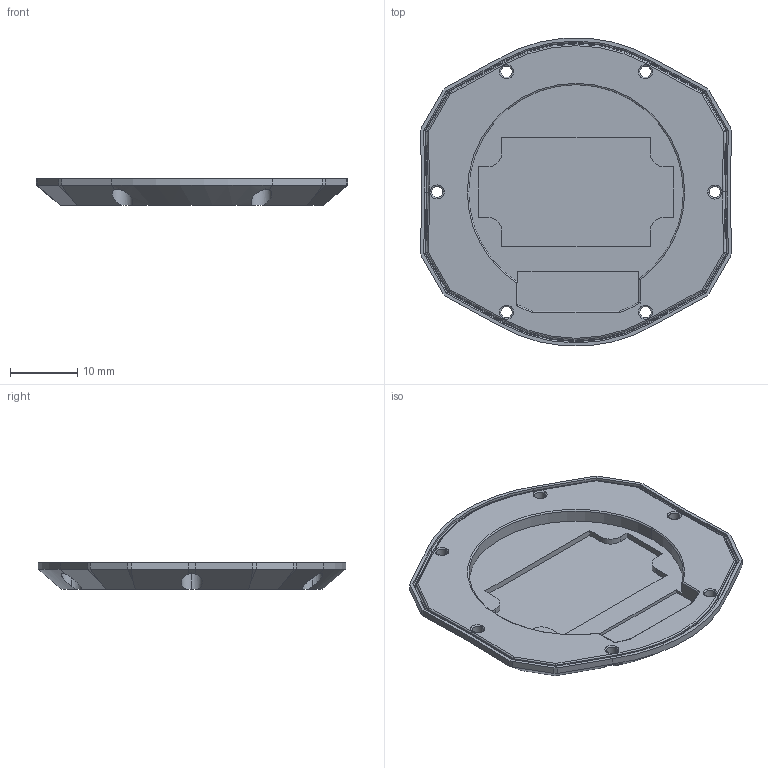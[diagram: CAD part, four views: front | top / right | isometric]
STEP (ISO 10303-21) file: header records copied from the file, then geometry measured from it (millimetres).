
FILE_DESCRIPTION (( 'STEP AP214' ), '1' );
FILE_NAME ('Case Back 4sw.STEP', '2025-06-16T12:09:50', ( '' ), ( '' ), 'SwSTEP 2.0', 'SolidWorks 2024', '' );
FILE_SCHEMA (( 'AUTOMOTIVE_DESIGN' ));
Length unit declared in the file: millimetre
Products named in the file (1): Case Back 4sw
Bounding box: 46.37 x 45.86 x 4 mm (x, y, z)
Volume: 4015.5 mm3; surface area: 4352.1 mm2
Topology: 1 solids, 1 shells, 201 faces, 499 edges, 304 vertices
Faces by surface type: plane 94, cylinder 81, torus 23, cone 3
Entity records: 6015 total; most frequent: CARTESIAN_POINT 1306, ORIENTED_EDGE 998, DIRECTION 960, EDGE_CURVE 499, AXIS2_PLACEMENT_3D 330, VERTEX_POINT 304, LINE 300, VECTOR 300
